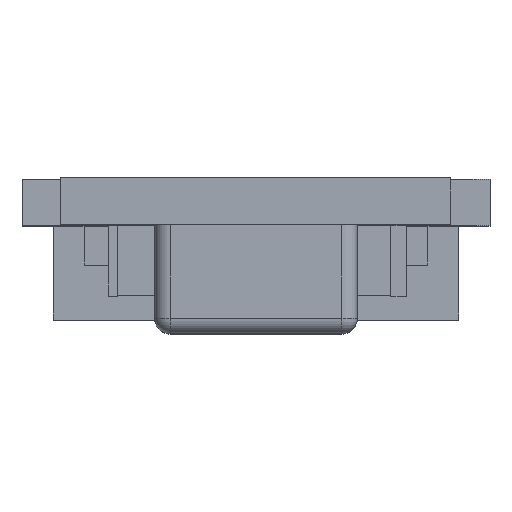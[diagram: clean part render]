
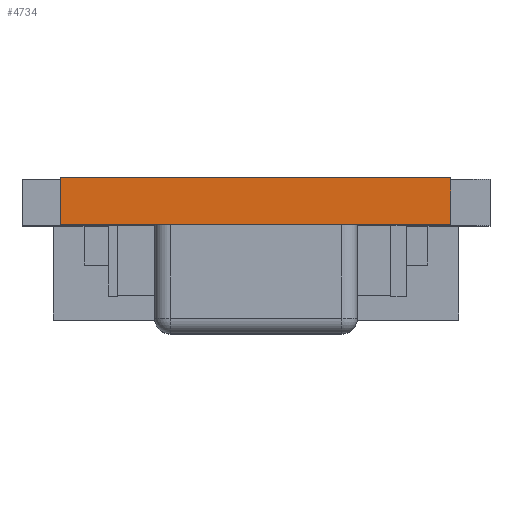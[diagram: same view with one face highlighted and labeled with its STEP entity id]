
A CAD part, top view. The second image highlights one B-rep face of the part: STEP entity #4734.
In plain terms, the highlighted planar face has unit normal (0, 0, 1).
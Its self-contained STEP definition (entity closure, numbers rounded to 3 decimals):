
#55 = LINE ( 'NONE', #11581, #2181 ) ;
#606 = VERTEX_POINT ( 'NONE', #2821 ) ;
#845 = CARTESIAN_POINT ( 'NONE',  ( 0., 0.6, 3. ) ) ;
#900 = VERTEX_POINT ( 'NONE', #3113 ) ;
#908 = DIRECTION ( 'NONE',  ( 0., -1., 0. ) ) ;
#1731 = CARTESIAN_POINT ( 'NONE',  ( 0., 0.6, 3. ) ) ;
#2181 = VECTOR ( 'NONE', #7138, 1000. ) ;
#2821 = CARTESIAN_POINT ( 'NONE',  ( -2.5, 0., 3. ) ) ;
#3113 = CARTESIAN_POINT ( 'NONE',  ( 2.5, 0.6, 3. ) ) ;
#3654 = AXIS2_PLACEMENT_3D ( 'NONE', #845, #12296, #3838 ) ;
#3711 = LINE ( 'NONE', #9465, #6762 ) ;
#3838 = DIRECTION ( 'NONE',  ( -1., 0., 0. ) ) ;
#4352 = CARTESIAN_POINT ( 'NONE',  ( -2.5, 0.6, 3. ) ) ;
#4734 = ADVANCED_FACE ( 'NONE', ( #15225 ), #7949, .F. ) ;
#5360 = EDGE_CURVE ( 'NONE', #606, #9260, #11725, .T. ) ;
#5888 = CARTESIAN_POINT ( 'NONE',  ( 0., 0., 3. ) ) ;
#6099 = ORIENTED_EDGE ( 'NONE', *, *, #7624, .F. ) ;
#6762 = VECTOR ( 'NONE', #908, 1000. ) ;
#7138 = DIRECTION ( 'NONE',  ( 0., -1., 0. ) ) ;
#7624 = EDGE_CURVE ( 'NONE', #900, #9260, #3711, .T. ) ;
#7949 = PLANE ( 'NONE',  #3654 ) ;
#8303 = ORIENTED_EDGE ( 'NONE', *, *, #18188, .F. ) ;
#9260 = VERTEX_POINT ( 'NONE', #14035 ) ;
#9465 = CARTESIAN_POINT ( 'NONE',  ( 2.5, 0.6, 3. ) ) ;
#11581 = CARTESIAN_POINT ( 'NONE',  ( -2.5, 0.6, 3. ) ) ;
#11725 = LINE ( 'NONE', #5888, #17158 ) ;
#12262 = ORIENTED_EDGE ( 'NONE', *, *, #16491, .T. ) ;
#12296 = DIRECTION ( 'NONE',  ( 0., 0., -1. ) ) ;
#12836 = LINE ( 'NONE', #1731, #14203 ) ;
#13021 = DIRECTION ( 'NONE',  ( 1., 0., 0. ) ) ;
#14035 = CARTESIAN_POINT ( 'NONE',  ( 2.5, 0., 3. ) ) ;
#14203 = VECTOR ( 'NONE', #13021, 1000. ) ;
#14646 = DIRECTION ( 'NONE',  ( 1., 0., 0. ) ) ;
#14750 = ORIENTED_EDGE ( 'NONE', *, *, #5360, .T. ) ;
#15225 = FACE_OUTER_BOUND ( 'NONE', #17648, .T. ) ;
#16491 = EDGE_CURVE ( 'NONE', #18448, #606, #55, .T. ) ;
#17158 = VECTOR ( 'NONE', #14646, 1000. ) ;
#17648 = EDGE_LOOP ( 'NONE', ( #14750, #6099, #8303, #12262 ) ) ;
#18188 = EDGE_CURVE ( 'NONE', #18448, #900, #12836, .T. ) ;
#18448 = VERTEX_POINT ( 'NONE', #4352 ) ;
